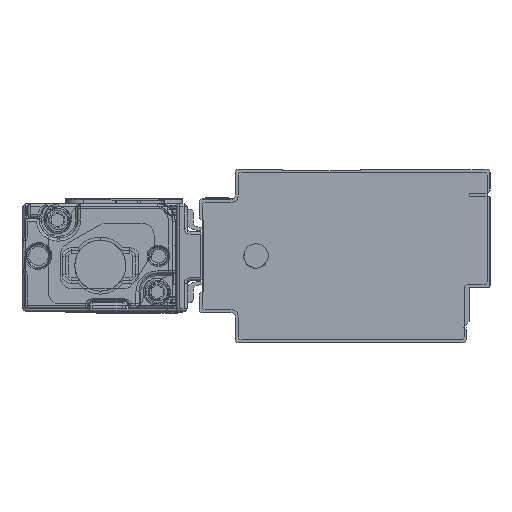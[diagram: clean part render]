
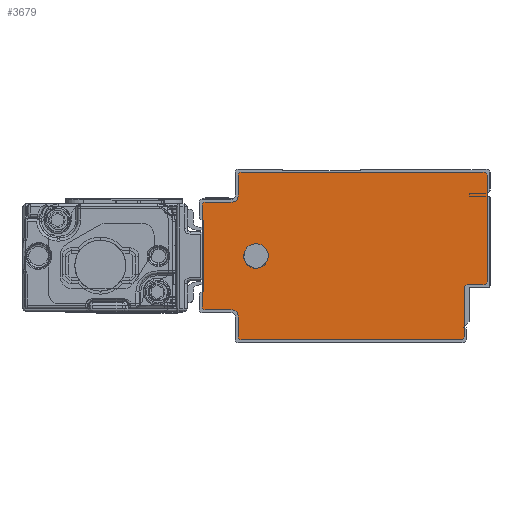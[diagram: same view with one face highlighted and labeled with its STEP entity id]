
A CAD part, left-side view. The second image highlights one B-rep face of the part: STEP entity #3679.
In plain terms, the highlighted planar face has unit normal (-1, 0, 0).
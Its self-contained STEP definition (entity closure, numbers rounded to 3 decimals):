
#1623=AXIS2_PLACEMENT_3D('Circle Axis2P3D',#1621,#1622,$) ;
#1661=AXIS2_PLACEMENT_3D('Circle Axis2P3D',#1659,#1660,$) ;
#1699=AXIS2_PLACEMENT_3D('Circle Axis2P3D',#1697,#1698,$) ;
#1737=AXIS2_PLACEMENT_3D('Circle Axis2P3D',#1735,#1736,$) ;
#3562=AXIS2_PLACEMENT_3D('Plane Axis2P3D',#3559,#3560,#3561) ;
#3566=AXIS2_PLACEMENT_3D('Circle Axis2P3D',#3564,#3565,$) ;
#3580=AXIS2_PLACEMENT_3D('Circle Axis2P3D',#3578,#3579,$) ;
#3594=AXIS2_PLACEMENT_3D('Circle Axis2P3D',#3592,#3593,$) ;
#3608=AXIS2_PLACEMENT_3D('Circle Axis2P3D',#3606,#3607,$) ;
#3622=AXIS2_PLACEMENT_3D('Circle Axis2P3D',#3620,#3621,$) ;
#3636=AXIS2_PLACEMENT_3D('Circle Axis2P3D',#3634,#3635,$) ;
#3663=AXIS2_PLACEMENT_3D('Circle Axis2P3D',#3661,#3662,$) ;
#3672=AXIS2_PLACEMENT_3D('Circle Axis2P3D',#3670,#3671,$) ;
#1579=CARTESIAN_POINT('Line Origine',(-1775.5,44.,14.5)) ;
#1583=CARTESIAN_POINT('Vertex',(-1775.5,44.,6.)) ;
#1585=CARTESIAN_POINT('Vertex',(-1775.5,44.,23.)) ;
#1621=CARTESIAN_POINT('Axis2P3D Location',(-1775.5,43.5,23.)) ;
#1625=CARTESIAN_POINT('Vertex',(-1775.5,43.5,23.5)) ;
#1640=CARTESIAN_POINT('Line Origine',(-1775.5,41.25,23.5)) ;
#1644=CARTESIAN_POINT('Vertex',(-1775.5,39.,23.5)) ;
#1659=CARTESIAN_POINT('Axis2P3D Location',(-1775.5,39.,24.5)) ;
#1663=CARTESIAN_POINT('Vertex',(-1775.5,38.,24.5)) ;
#1678=CARTESIAN_POINT('Line Origine',(-1775.5,38.,26.25)) ;
#1682=CARTESIAN_POINT('Vertex',(-1775.5,38.,28.)) ;
#1697=CARTESIAN_POINT('Axis2P3D Location',(-1775.5,37.5,28.)) ;
#1701=CARTESIAN_POINT('Vertex',(-1775.5,37.5,28.5)) ;
#1716=CARTESIAN_POINT('Line Origine',(-1775.5,17.25,28.5)) ;
#1720=CARTESIAN_POINT('Vertex',(-1775.5,-3.,28.5)) ;
#1735=CARTESIAN_POINT('Axis2P3D Location',(-1775.5,-3.,28.)) ;
#1739=CARTESIAN_POINT('Vertex',(-1775.5,-3.5,28.)) ;
#1754=CARTESIAN_POINT('Line Origine',(-1775.5,-3.5,19.1)) ;
#1758=CARTESIAN_POINT('Vertex',(-1775.5,-3.5,10.2)) ;
#3559=CARTESIAN_POINT('Axis2P3D Location',(-1775.5,0.,0.)) ;
#3564=CARTESIAN_POINT('Axis2P3D Location',(-1775.5,43.5,6.)) ;
#3568=CARTESIAN_POINT('Vertex',(-1775.5,43.5,5.5)) ;
#3571=CARTESIAN_POINT('Line Origine',(-1775.5,41.25,5.5)) ;
#3575=CARTESIAN_POINT('Vertex',(-1775.5,39.,5.5)) ;
#3578=CARTESIAN_POINT('Axis2P3D Location',(-1775.5,39.,4.5)) ;
#3582=CARTESIAN_POINT('Vertex',(-1775.5,38.,4.5)) ;
#3585=CARTESIAN_POINT('Line Origine',(-1775.5,38.,2.75)) ;
#3589=CARTESIAN_POINT('Vertex',(-1775.5,38.,1.)) ;
#3592=CARTESIAN_POINT('Axis2P3D Location',(-1775.5,37.5,1.)) ;
#3596=CARTESIAN_POINT('Vertex',(-1775.5,37.5,0.5)) ;
#3599=CARTESIAN_POINT('Line Origine',(-1775.5,19.15,0.5)) ;
#3603=CARTESIAN_POINT('Vertex',(-1775.5,0.8,0.5)) ;
#3606=CARTESIAN_POINT('Axis2P3D Location',(-1775.5,0.8,1.)) ;
#3610=CARTESIAN_POINT('Vertex',(-1775.5,0.3,1.)) ;
#3613=CARTESIAN_POINT('Line Origine',(-1775.5,0.3,5.1)) ;
#3617=CARTESIAN_POINT('Vertex',(-1775.5,0.3,9.2)) ;
#3620=CARTESIAN_POINT('Axis2P3D Location',(-1775.5,-0.2,9.2)) ;
#3624=CARTESIAN_POINT('Vertex',(-1775.5,-0.2,9.7)) ;
#3627=CARTESIAN_POINT('Line Origine',(-1775.5,-1.6,9.7)) ;
#3631=CARTESIAN_POINT('Vertex',(-1775.5,-3.,9.7)) ;
#3634=CARTESIAN_POINT('Axis2P3D Location',(-1775.5,-3.,10.2)) ;
#3661=CARTESIAN_POINT('Axis2P3D Location',(-1775.5,35.,14.5)) ;
#3665=CARTESIAN_POINT('Vertex',(-1775.5,33.186,13.509)) ;
#3667=CARTESIAN_POINT('Vertex',(-1775.5,36.814,15.491)) ;
#3670=CARTESIAN_POINT('Axis2P3D Location',(-1775.5,35.,14.5)) ;
#1580=DIRECTION('Vector Direction',(0.,0.,1.)) ;
#1622=DIRECTION('Axis2P3D Direction',(1.,0.,0.)) ;
#1641=DIRECTION('Vector Direction',(0.,1.,0.)) ;
#1660=DIRECTION('Axis2P3D Direction',(1.,0.,0.)) ;
#1679=DIRECTION('Vector Direction',(0.,0.,1.)) ;
#1698=DIRECTION('Axis2P3D Direction',(1.,0.,0.)) ;
#1717=DIRECTION('Vector Direction',(0.,1.,0.)) ;
#1736=DIRECTION('Axis2P3D Direction',(1.,0.,-0.)) ;
#1755=DIRECTION('Vector Direction',(0.,0.,-1.)) ;
#3560=DIRECTION('Axis2P3D Direction',(1.,0.,0.)) ;
#3561=DIRECTION('Axis2P3D XDirection',(0.,1.,0.)) ;
#3565=DIRECTION('Axis2P3D Direction',(1.,0.,0.)) ;
#3572=DIRECTION('Vector Direction',(0.,-1.,0.)) ;
#3579=DIRECTION('Axis2P3D Direction',(1.,0.,0.)) ;
#3586=DIRECTION('Vector Direction',(0.,0.,1.)) ;
#3593=DIRECTION('Axis2P3D Direction',(1.,0.,0.)) ;
#3600=DIRECTION('Vector Direction',(0.,-1.,0.)) ;
#3607=DIRECTION('Axis2P3D Direction',(1.,0.,0.)) ;
#3614=DIRECTION('Vector Direction',(0.,0.,-1.)) ;
#3621=DIRECTION('Axis2P3D Direction',(1.,0.,0.)) ;
#3628=DIRECTION('Vector Direction',(0.,1.,0.)) ;
#3635=DIRECTION('Axis2P3D Direction',(1.,0.,0.)) ;
#3662=DIRECTION('Axis2P3D Direction',(1.,0.,0.)) ;
#3671=DIRECTION('Axis2P3D Direction',(1.,0.,0.)) ;
#1581=VECTOR('Line Direction',#1580,1.) ;
#1642=VECTOR('Line Direction',#1641,1.) ;
#1680=VECTOR('Line Direction',#1679,1.) ;
#1718=VECTOR('Line Direction',#1717,1.) ;
#1756=VECTOR('Line Direction',#1755,1.) ;
#3573=VECTOR('Line Direction',#3572,1.) ;
#3587=VECTOR('Line Direction',#3586,1.) ;
#3601=VECTOR('Line Direction',#3600,1.) ;
#3615=VECTOR('Line Direction',#3614,1.) ;
#3629=VECTOR('Line Direction',#3628,1.) ;
#3640=ORIENTED_EDGE('',*,*,#1722,.F.) ;
#3641=ORIENTED_EDGE('',*,*,#1703,.F.) ;
#3642=ORIENTED_EDGE('',*,*,#1684,.F.) ;
#3643=ORIENTED_EDGE('',*,*,#1665,.F.) ;
#3644=ORIENTED_EDGE('',*,*,#1646,.F.) ;
#3645=ORIENTED_EDGE('',*,*,#1627,.F.) ;
#3646=ORIENTED_EDGE('',*,*,#1587,.F.) ;
#3647=ORIENTED_EDGE('',*,*,#3570,.F.) ;
#3648=ORIENTED_EDGE('',*,*,#3577,.F.) ;
#3649=ORIENTED_EDGE('',*,*,#3584,.F.) ;
#3650=ORIENTED_EDGE('',*,*,#3591,.F.) ;
#3651=ORIENTED_EDGE('',*,*,#3598,.F.) ;
#3652=ORIENTED_EDGE('',*,*,#3605,.F.) ;
#3653=ORIENTED_EDGE('',*,*,#3612,.F.) ;
#3654=ORIENTED_EDGE('',*,*,#3619,.F.) ;
#3655=ORIENTED_EDGE('',*,*,#3626,.F.) ;
#3656=ORIENTED_EDGE('',*,*,#3633,.F.) ;
#3657=ORIENTED_EDGE('',*,*,#3638,.F.) ;
#3658=ORIENTED_EDGE('',*,*,#1760,.F.) ;
#3659=ORIENTED_EDGE('',*,*,#1741,.F.) ;
#3676=ORIENTED_EDGE('',*,*,#3669,.T.) ;
#3677=ORIENTED_EDGE('',*,*,#3674,.T.) ;
#3678=FACE_BOUND('',#3675,.T.) ;
#3679=ADVANCED_FACE('\X2\FF8EFF9EFF83FF9EFF68FF70\X0\.2',(#3660,#3678),#3563,.F.) ;
#1624=CIRCLE('generated circle',#1623,0.5) ;
#1662=CIRCLE('generated circle',#1661,1.) ;
#1700=CIRCLE('generated circle',#1699,0.5) ;
#1738=CIRCLE('generated circle',#1737,0.5) ;
#3567=CIRCLE('generated circle',#3566,0.5) ;
#3581=CIRCLE('generated circle',#3580,1.) ;
#3595=CIRCLE('generated circle',#3594,0.5) ;
#3609=CIRCLE('generated circle',#3608,0.5) ;
#3623=CIRCLE('generated circle',#3622,0.5) ;
#3637=CIRCLE('generated circle',#3636,0.5) ;
#3664=CIRCLE('generated circle',#3663,2.067) ;
#3673=CIRCLE('generated circle',#3672,2.067) ;
#1587=EDGE_CURVE('',#1584,#1586,#1582,.T.) ;
#1627=EDGE_CURVE('',#1586,#1626,#1624,.T.) ;
#1646=EDGE_CURVE('',#1626,#1645,#1643,.F.) ;
#1665=EDGE_CURVE('',#1645,#1664,#1662,.F.) ;
#1684=EDGE_CURVE('',#1664,#1683,#1681,.T.) ;
#1703=EDGE_CURVE('',#1683,#1702,#1700,.T.) ;
#1722=EDGE_CURVE('',#1702,#1721,#1719,.F.) ;
#1741=EDGE_CURVE('',#1721,#1740,#1738,.T.) ;
#1760=EDGE_CURVE('',#1740,#1759,#1757,.T.) ;
#3570=EDGE_CURVE('',#3569,#1584,#3567,.T.) ;
#3577=EDGE_CURVE('',#3576,#3569,#3574,.F.) ;
#3584=EDGE_CURVE('',#3583,#3576,#3581,.F.) ;
#3591=EDGE_CURVE('',#3590,#3583,#3588,.T.) ;
#3598=EDGE_CURVE('',#3597,#3590,#3595,.T.) ;
#3605=EDGE_CURVE('',#3604,#3597,#3602,.F.) ;
#3612=EDGE_CURVE('',#3611,#3604,#3609,.T.) ;
#3619=EDGE_CURVE('',#3618,#3611,#3616,.T.) ;
#3626=EDGE_CURVE('',#3625,#3618,#3623,.F.) ;
#3633=EDGE_CURVE('',#3632,#3625,#3630,.T.) ;
#3638=EDGE_CURVE('',#1759,#3632,#3637,.T.) ;
#3669=EDGE_CURVE('',#3666,#3668,#3664,.T.) ;
#3674=EDGE_CURVE('',#3668,#3666,#3673,.T.) ;
#3639=EDGE_LOOP('',(#3640,#3641,#3642,#3643,#3644,#3645,#3646,#3647,#3648,#3649,#3650,#3651,#3652,#3653,#3654,#3655,#3656,#3657,#3658,#3659)) ;
#3675=EDGE_LOOP('',(#3676,#3677)) ;
#3660=FACE_OUTER_BOUND('',#3639,.T.) ;
#1582=LINE('Line',#1579,#1581) ;
#1643=LINE('Line',#1640,#1642) ;
#1681=LINE('Line',#1678,#1680) ;
#1719=LINE('Line',#1716,#1718) ;
#1757=LINE('Line',#1754,#1756) ;
#3574=LINE('Line',#3571,#3573) ;
#3588=LINE('Line',#3585,#3587) ;
#3602=LINE('Line',#3599,#3601) ;
#3616=LINE('Line',#3613,#3615) ;
#3630=LINE('Line',#3627,#3629) ;
#3563=PLANE('Plane',#3562) ;
#1584=VERTEX_POINT('',#1583) ;
#1586=VERTEX_POINT('',#1585) ;
#1626=VERTEX_POINT('',#1625) ;
#1645=VERTEX_POINT('',#1644) ;
#1664=VERTEX_POINT('',#1663) ;
#1683=VERTEX_POINT('',#1682) ;
#1702=VERTEX_POINT('',#1701) ;
#1721=VERTEX_POINT('',#1720) ;
#1740=VERTEX_POINT('',#1739) ;
#1759=VERTEX_POINT('',#1758) ;
#3569=VERTEX_POINT('',#3568) ;
#3576=VERTEX_POINT('',#3575) ;
#3583=VERTEX_POINT('',#3582) ;
#3590=VERTEX_POINT('',#3589) ;
#3597=VERTEX_POINT('',#3596) ;
#3604=VERTEX_POINT('',#3603) ;
#3611=VERTEX_POINT('',#3610) ;
#3618=VERTEX_POINT('',#3617) ;
#3625=VERTEX_POINT('',#3624) ;
#3632=VERTEX_POINT('',#3631) ;
#3666=VERTEX_POINT('',#3665) ;
#3668=VERTEX_POINT('',#3667) ;
